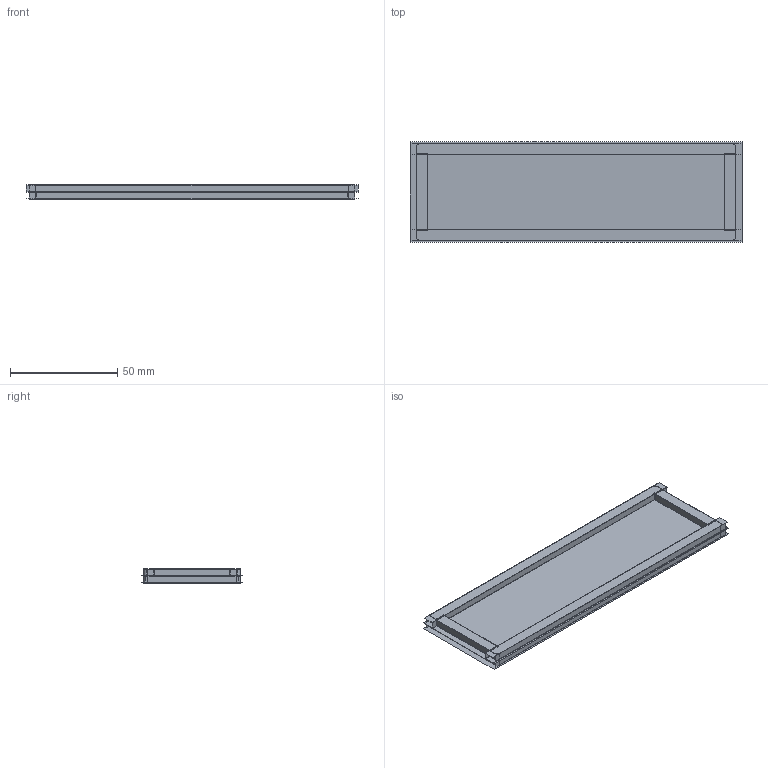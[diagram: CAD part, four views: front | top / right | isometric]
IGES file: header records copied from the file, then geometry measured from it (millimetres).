
Start section:  PTC IGES file: 215069.igs
Global section: file name: 215069.igs; native system: Creo Parametric by PTC Inc.; preprocessor: 2018300; author: pdmadmin; organization: Unknown; date: 20191119.100135; units: millimetre
Bounding box: 154.96 x 46.8 x 6.64 mm (x, y, z)
Volume: 27108.6 mm3; surface area: 84864.3 mm2
Topology: 5 solids, 5 shells, 76 faces, 336 edges, 408 vertices
Faces by surface type: bspline 60, revolution 16
